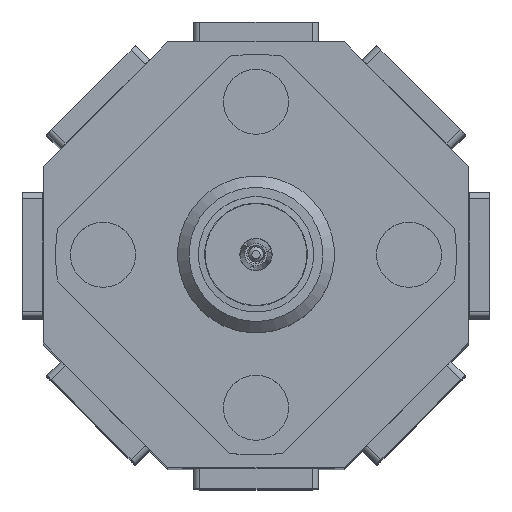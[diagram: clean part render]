
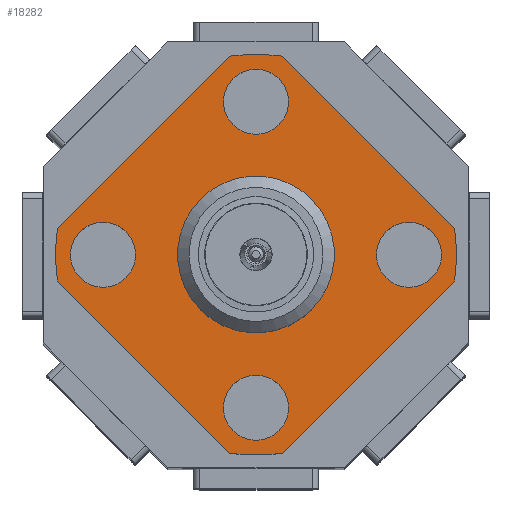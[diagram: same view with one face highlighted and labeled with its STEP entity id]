
A CAD part, top view. The second image highlights one B-rep face of the part: STEP entity #18282.
In plain terms, the highlighted planar face has unit normal (0, 0, 1).
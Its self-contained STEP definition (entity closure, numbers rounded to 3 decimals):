
#1835=LINE('',#30319,#3504);
#1838=LINE('',#30327,#3507);
#1841=LINE('',#30335,#3510);
#1843=LINE('',#30341,#3512);
#3504=VECTOR('',#24439,1000.);
#3507=VECTOR('',#24448,1000.);
#3510=VECTOR('',#24457,1000.);
#3512=VECTOR('',#24465,1000.);
#4088=FACE_BOUND('',#6016,.T.);
#4089=FACE_BOUND('',#6017,.T.);
#4090=FACE_BOUND('',#6018,.T.);
#4091=FACE_BOUND('',#6019,.T.);
#4092=FACE_BOUND('',#6020,.T.);
#4883=FACE_OUTER_BOUND('',#6015,.T.);
#6015=EDGE_LOOP('',(#15392,#15393,#15394,#15395,#15396,#15397,#15398,#15399));
#6016=EDGE_LOOP('',(#15400));
#6017=EDGE_LOOP('',(#15401));
#6018=EDGE_LOOP('',(#15402));
#6019=EDGE_LOOP('',(#15403));
#6020=EDGE_LOOP('',(#15404));
#6957=CIRCLE('',#19933,8.);
#6958=CIRCLE('',#19936,8.);
#6959=CIRCLE('',#19939,8.);
#6960=CIRCLE('',#19942,8.);
#6961=CIRCLE('',#19947,2.95);
#6962=CIRCLE('',#19948,1.3);
#6963=CIRCLE('',#19949,1.3);
#6964=CIRCLE('',#19950,1.3);
#6965=CIRCLE('',#19951,1.3);
#8458=VERTEX_POINT('',#30311);
#8459=VERTEX_POINT('',#30313);
#8460=VERTEX_POINT('',#30317);
#8461=VERTEX_POINT('',#30321);
#8462=VERTEX_POINT('',#30325);
#8463=VERTEX_POINT('',#30329);
#8464=VERTEX_POINT('',#30333);
#8465=VERTEX_POINT('',#30337);
#8468=VERTEX_POINT('',#30415);
#8469=VERTEX_POINT('',#30417);
#8470=VERTEX_POINT('',#30419);
#8471=VERTEX_POINT('',#30421);
#8472=VERTEX_POINT('',#30423);
#10858=EDGE_CURVE('',#8459,#8458,#6957,.T.);
#10861=EDGE_CURVE('',#8458,#8460,#1835,.T.);
#10863=EDGE_CURVE('',#8460,#8461,#6958,.T.);
#10865=EDGE_CURVE('',#8461,#8462,#1838,.T.);
#10867=EDGE_CURVE('',#8462,#8463,#6959,.T.);
#10869=EDGE_CURVE('',#8463,#8464,#1841,.T.);
#10871=EDGE_CURVE('',#8464,#8465,#6960,.T.);
#10872=EDGE_CURVE('',#8465,#8459,#1843,.T.);
#10875=EDGE_CURVE('',#8468,#8468,#6961,.T.);
#10876=EDGE_CURVE('',#8469,#8469,#6962,.T.);
#10877=EDGE_CURVE('',#8470,#8470,#6963,.T.);
#10878=EDGE_CURVE('',#8471,#8471,#6964,.T.);
#10879=EDGE_CURVE('',#8472,#8472,#6965,.T.);
#15392=ORIENTED_EDGE('',*,*,#10871,.T.);
#15393=ORIENTED_EDGE('',*,*,#10872,.T.);
#15394=ORIENTED_EDGE('',*,*,#10858,.T.);
#15395=ORIENTED_EDGE('',*,*,#10861,.T.);
#15396=ORIENTED_EDGE('',*,*,#10863,.T.);
#15397=ORIENTED_EDGE('',*,*,#10865,.T.);
#15398=ORIENTED_EDGE('',*,*,#10867,.T.);
#15399=ORIENTED_EDGE('',*,*,#10869,.T.);
#15400=ORIENTED_EDGE('',*,*,#10875,.T.);
#15401=ORIENTED_EDGE('',*,*,#10876,.T.);
#15402=ORIENTED_EDGE('',*,*,#10877,.T.);
#15403=ORIENTED_EDGE('',*,*,#10878,.T.);
#15404=ORIENTED_EDGE('',*,*,#10879,.T.);
#17374=PLANE('',#19946);
#18282=ADVANCED_FACE('',(#4883,#4088,#4089,#4090,#4091,#4092),#17374,.T.);
#19933=AXIS2_PLACEMENT_3D('',#30314,#24433,#24434);
#19936=AXIS2_PLACEMENT_3D('',#30323,#24443,#24444);
#19939=AXIS2_PLACEMENT_3D('',#30331,#24452,#24453);
#19942=AXIS2_PLACEMENT_3D('',#30339,#24461,#24462);
#19946=AXIS2_PLACEMENT_3D('',#30414,#24470,#24471);
#19947=AXIS2_PLACEMENT_3D('',#30416,#24472,#24473);
#19948=AXIS2_PLACEMENT_3D('',#30418,#24474,#24475);
#19949=AXIS2_PLACEMENT_3D('',#30420,#24476,#24477);
#19950=AXIS2_PLACEMENT_3D('',#30422,#24478,#24479);
#19951=AXIS2_PLACEMENT_3D('',#30424,#24480,#24481);
#24433=DIRECTION('center_axis',(0.,0.,
1.));
#24434=DIRECTION('ref_axis',(-0.707,0.707,0.));
#24439=DIRECTION('',(-0.707,-0.707,0.));
#24443=DIRECTION('center_axis',(0.,0.,
1.));
#24444=DIRECTION('ref_axis',(-0.707,0.707,0.));
#24448=DIRECTION('',(0.707,-0.707,0.));
#24452=DIRECTION('center_axis',(0.,0.,
1.));
#24453=DIRECTION('ref_axis',(-0.707,0.707,0.));
#24457=DIRECTION('',(0.707,0.707,0.));
#24461=DIRECTION('center_axis',(0.,0.,
1.));
#24462=DIRECTION('ref_axis',(-0.707,0.707,0.));
#24465=DIRECTION('',(-0.707,0.707,0.));
#24470=DIRECTION('center_axis',(0.,0.,
1.));
#24471=DIRECTION('ref_axis',(-0.707,0.707,0.));
#24472=DIRECTION('center_axis',(0.,0.,
-1.));
#24473=DIRECTION('ref_axis',(0.707,-0.707,0.));
#24474=DIRECTION('center_axis',(0.,0.,
-1.));
#24475=DIRECTION('ref_axis',(0.707,-0.707,0.));
#24476=DIRECTION('center_axis',(0.,0.,
-1.));
#24477=DIRECTION('ref_axis',(0.707,-0.707,0.));
#24478=DIRECTION('center_axis',(0.,0.,
-1.));
#24479=DIRECTION('ref_axis',(0.707,-0.707,0.));
#24480=DIRECTION('center_axis',(0.,0.,
-1.));
#24481=DIRECTION('ref_axis',(0.707,-0.707,0.));
#30311=CARTESIAN_POINT('',(-1.049,7.931,50.525));
#30313=CARTESIAN_POINT('',(1.049,7.931,50.525));
#30314=CARTESIAN_POINT('Origin',(0.,0.,
50.525));
#30317=CARTESIAN_POINT('',(-7.931,1.049,50.525));
#30319=CARTESIAN_POINT('',(-4.49,4.49,50.525));
#30321=CARTESIAN_POINT('',(-7.931,-1.049,50.525));
#30323=CARTESIAN_POINT('Origin',(0.,0.,
50.525));
#30325=CARTESIAN_POINT('',(-1.049,-7.931,50.525));
#30327=CARTESIAN_POINT('',(-4.49,-4.49,50.525));
#30329=CARTESIAN_POINT('',(1.049,-7.931,50.525));
#30331=CARTESIAN_POINT('Origin',(0.,0.,
50.525));
#30333=CARTESIAN_POINT('',(7.931,-1.049,50.525));
#30335=CARTESIAN_POINT('',(4.49,-4.49,50.525));
#30337=CARTESIAN_POINT('',(7.931,1.049,50.525));
#30339=CARTESIAN_POINT('Origin',(0.,0.,
50.525));
#30341=CARTESIAN_POINT('',(4.49,4.49,50.525));
#30414=CARTESIAN_POINT('Origin',(8.98,0.,
50.525));
#30415=CARTESIAN_POINT('',(-2.086,2.086,50.525));
#30416=CARTESIAN_POINT('Origin',(0.,0.,
50.525));
#30417=CARTESIAN_POINT('',(-7.029,0.919,50.525));
#30418=CARTESIAN_POINT('Origin',(-6.109,0.,
50.525));
#30419=CARTESIAN_POINT('',(-0.919,-5.19,50.525));
#30420=CARTESIAN_POINT('Origin',(0.,-6.109,
50.525));
#30421=CARTESIAN_POINT('',(5.19,0.919,50.525));
#30422=CARTESIAN_POINT('Origin',(6.109,0.,
50.525));
#30423=CARTESIAN_POINT('',(-0.919,7.029,50.525));
#30424=CARTESIAN_POINT('Origin',(0.,6.109,
50.525));
